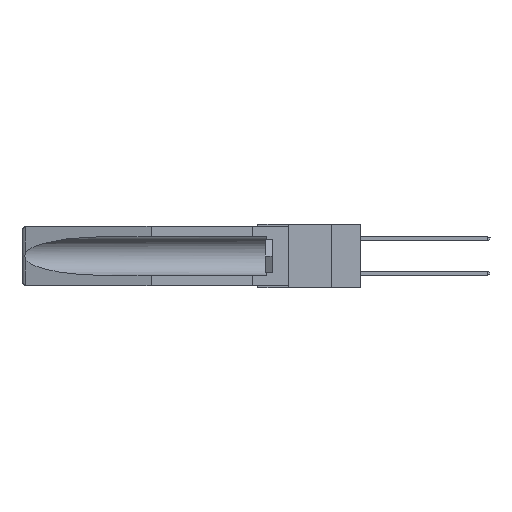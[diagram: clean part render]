
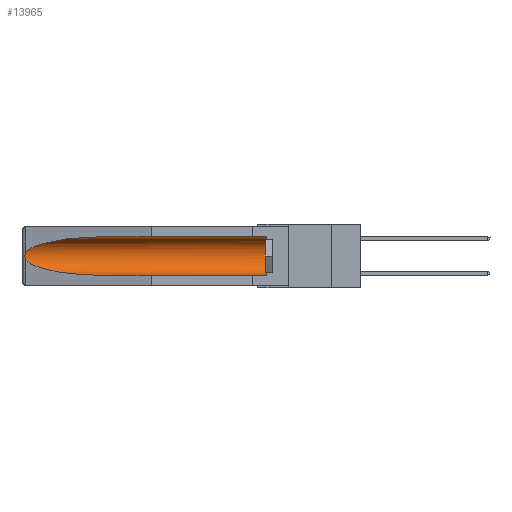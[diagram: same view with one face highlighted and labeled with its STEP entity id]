
A CAD part, left-side view. The second image highlights one B-rep face of the part: STEP entity #13965.
In plain terms, the highlighted cylindrical face has radius 2.857 mm (diameter 5.715 mm), a partial arc.
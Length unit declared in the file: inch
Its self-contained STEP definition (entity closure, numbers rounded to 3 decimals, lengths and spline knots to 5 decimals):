
#113 = ORIENTED_EDGE ( 'NONE', *, *, #16575, .T. ) ;
#221 = VERTEX_POINT ( 'NONE', #16442 ) ;
#351 = CARTESIAN_POINT ( 'NONE',  ( 0.155, -0.30754, -0.284 ) ) ;
#763 = CARTESIAN_POINT ( 'NONE',  ( 0.2673, 1.5327, -0.16383 ) ) ;
#926 = CARTESIAN_POINT ( 'NONE',  ( 0.26655, 1.53094, -0.18657 ) ) ;
#1181 = CARTESIAN_POINT ( 'NONE',  ( 0.21114, 1.30732, -0.284 ) ) ;
#1187 = LINE ( 'NONE', #12491, #19453 ) ;
#1409 = CARTESIAN_POINT ( 'NONE',  ( 0.155, 1.07973, -0.284 ) ) ;
#1465 = CARTESIAN_POINT ( 'NONE',  ( 0.21114, 1.30732, -0.059 ) ) ;
#1945 = VERTEX_POINT ( 'NONE', #11286 ) ;
#1981 = EDGE_CURVE ( 'NONE', #221, #2393, #12175, .T. ) ;
#2393 = VERTEX_POINT ( 'NONE', #15086 ) ;
#2528 = DIRECTION ( 'NONE',  ( 0., -1., 0. ) ) ;
#3238 = CARTESIAN_POINT ( 'NONE',  ( 0.26537, 1.52718, -0.14972 ) ) ;
#3258 = VECTOR ( 'NONE', #18219, 39.37008 ) ;
#4338 = CARTESIAN_POINT ( 'NONE',  ( 0.2673, 1.53269, -0.17917 ) ) ;
#5774 = CARTESIAN_POINT ( 'NONE',  ( 0.155, -0.30754, -0.1715 ) ) ;
#5858 = AXIS2_PLACEMENT_3D ( 'NONE', #13147, #2528, #14893 ) ;
#6522 = ORIENTED_EDGE ( 'NONE', *, *, #1981, .T. ) ;
#7065 = DIRECTION ( 'NONE',  ( 0., 1., 0. ) ) ;
#7353 = CARTESIAN_POINT ( 'NONE',  ( 0.155, 1.07973, -0.059 ) ) ;
#7552 = DIRECTION ( 'NONE',  ( 0., 1., 0. ) ) ;
#7589 = EDGE_CURVE ( 'NONE', #15669, #11591, #20674, .T. ) ;
#7912 = CARTESIAN_POINT ( 'NONE',  ( 0.26537, 1.52718, -0.19328 ) ) ;
#7982 = FACE_OUTER_BOUND ( 'NONE', #17522, .T. ) ;
#9286 = AXIS2_PLACEMENT_3D ( 'NONE', #5774, #7552, #9293 ) ;
#9293 = DIRECTION ( 'NONE',  ( 0., 0., 1. ) ) ;
#9735 = CARTESIAN_POINT ( 'NONE',  ( 0.26537, 1.52718, -0.19328 ) ) ;
#9817 = CIRCLE ( 'NONE', #5858, 0.1125 ) ;
#9819 = CARTESIAN_POINT ( 'NONE',  ( 0.25451, 1.48313, -0.24835 ) ) ;
#9926 = ORIENTED_EDGE ( 'NONE', *, *, #19756, .T. ) ;
#10282 = ORIENTED_EDGE ( 'NONE', *, *, #14622, .T. ) ;
#11273 = CARTESIAN_POINT ( 'NONE',  ( 0.26537, 1.52718, -0.14972 ) ) ;
#11286 = CARTESIAN_POINT ( 'NONE',  ( 0.155, 0.126, -0.059 ) ) ;
#11591 = VERTEX_POINT ( 'NONE', #11974 ) ;
#11974 = CARTESIAN_POINT ( 'NONE',  ( 0.26537, 1.52718, -0.14972 ) ) ;
#12175 =( BOUNDED_CURVE ( )  B_SPLINE_CURVE ( 3, ( #9735, #9819, #1181, #1409 ),
 .UNSPECIFIED., .F., .F. ) 
 B_SPLINE_CURVE_WITH_KNOTS ( ( 4, 4 ),
 ( 0.1948, 1.5708 ),
 .UNSPECIFIED. ) 
 CURVE ( )  GEOMETRIC_REPRESENTATION_ITEM ( )  RATIONAL_B_SPLINE_CURVE ( ( 1., 0.848, 0.848, 1. ) ) 
 REPRESENTATION_ITEM ( '' )  );
#12429 = ORIENTED_EDGE ( 'NONE', *, *, #13923, .F. ) ;
#12491 = CARTESIAN_POINT ( 'NONE',  ( 0.155, -0.30754, -0.059 ) ) ;
#12695 = LINE ( 'NONE', #351, #3258 ) ;
#13147 = CARTESIAN_POINT ( 'NONE',  ( 0.155, 0.126, -0.1715 ) ) ;
#13172 = CARTESIAN_POINT ( 'NONE',  ( 0.2675, 1.53308, -0.16763 ) ) ;
#13322 = CARTESIAN_POINT ( 'NONE',  ( 0.26597, 1.5296, -0.19026 ) ) ;
#13923 = EDGE_CURVE ( 'NONE', #15507, #2393, #12695, .T. ) ;
#13965 = ADVANCED_FACE ( 'NONE', ( #7982 ), #21258, .F. ) ;
#14066 = CARTESIAN_POINT ( 'NONE',  ( 0.25451, 1.48313, -0.09465 ) ) ;
#14622 = EDGE_CURVE ( 'NONE', #11591, #221, #14832, .T. ) ;
#14832 = B_SPLINE_CURVE_WITH_KNOTS ( 'NONE', 3,
 ( #11273, #20197, #21976, #763, #13172, #18499, #4338, #926, #13322, #7912 ),
 .UNSPECIFIED., .F., .F.,
 ( 4, 2, 2, 2, 4 ),
 ( 0., 0.00029, 0.00058, 0.00087, 0.00117 ),
 .UNSPECIFIED. ) ;
#14893 = DIRECTION ( 'NONE',  ( 0., 0., 1. ) ) ;
#15086 = CARTESIAN_POINT ( 'NONE',  ( 0.155, 1.07973, -0.284 ) ) ;
#15507 = VERTEX_POINT ( 'NONE', #18579 ) ;
#15669 = VERTEX_POINT ( 'NONE', #7353 ) ;
#15848 = CARTESIAN_POINT ( 'NONE',  ( 0.155, 1.07973, -0.059 ) ) ;
#16442 = CARTESIAN_POINT ( 'NONE',  ( 0.26537, 1.52718, -0.19328 ) ) ;
#16575 = EDGE_CURVE ( 'NONE', #15507, #1945, #9817, .T. ) ;
#17522 = EDGE_LOOP ( 'NONE', ( #18643, #10282, #6522, #12429, #113, #9926 ) ) ;
#18219 = DIRECTION ( 'NONE',  ( 0., 1., 0. ) ) ;
#18499 = CARTESIAN_POINT ( 'NONE',  ( 0.2675, 1.53308, -0.17534 ) ) ;
#18579 = CARTESIAN_POINT ( 'NONE',  ( 0.155, 0.126, -0.284 ) ) ;
#18643 = ORIENTED_EDGE ( 'NONE', *, *, #7589, .T. ) ;
#19453 = VECTOR ( 'NONE', #7065, 39.37008 ) ;
#19756 = EDGE_CURVE ( 'NONE', #1945, #15669, #1187, .T. ) ;
#20197 = CARTESIAN_POINT ( 'NONE',  ( 0.26597, 1.52961, -0.15275 ) ) ;
#20674 =( BOUNDED_CURVE ( )  B_SPLINE_CURVE ( 3, ( #15848, #1465, #14066, #3238 ),
 .UNSPECIFIED., .F., .F. ) 
 B_SPLINE_CURVE_WITH_KNOTS ( ( 4, 4 ),
 ( 4.71239, 6.08839 ),
 .UNSPECIFIED. ) 
 CURVE ( )  GEOMETRIC_REPRESENTATION_ITEM ( )  RATIONAL_B_SPLINE_CURVE ( ( 1., 0.848, 0.848, 1. ) ) 
 REPRESENTATION_ITEM ( '' )  );
#21258 = CYLINDRICAL_SURFACE ( 'NONE', #9286, 0.1125 ) ;
#21976 = CARTESIAN_POINT ( 'NONE',  ( 0.26654, 1.53092, -0.15636 ) ) ;
